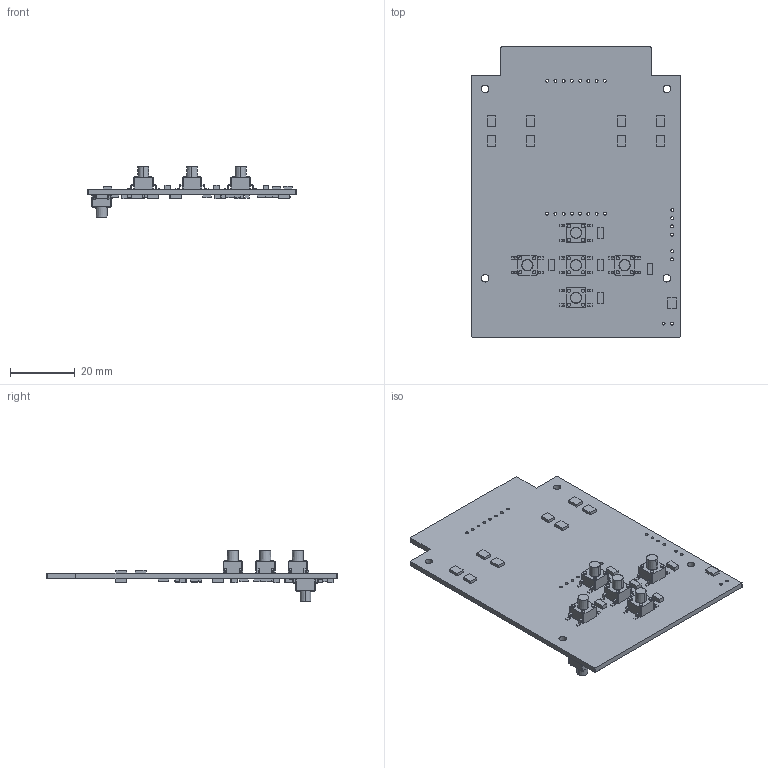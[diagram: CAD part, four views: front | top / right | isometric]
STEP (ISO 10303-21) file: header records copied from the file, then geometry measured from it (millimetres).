
FILE_DESCRIPTION(('Open CASCADE Model'),'2;1');
FILE_NAME('Open CASCADE Shape Model','2021-07-16T22:06:48',('Author'),( 'Open CASCADE'),'Open CASCADE STEP processor 6.8','Open CASCADE 6.8' ,'Unknown');
FILE_SCHEMA(('AUTOMOTIVE_DESIGN { 1 0 10303 214 1 1 1 1 }'));
Length unit declared in the file: millimetre
Products named in the file (73): PCB; Board; Open CASCADE STEP translator 6.8 2.1.1; R14; 6446762800; Extruded; R13; R15; R16; R8; R7; R6; R5; R1; R2; R3; R4; R27; R26; J2; J1; C22; 6446562608; C21; C20; 6446763600; Q2; 6446561568; R25; R24; R23; C19; R22; R21; R20; R19; R17; Q1; C18; SW6 ...
Assembly tree (125 placements, depth 4):
  PCB
    Board
      Open CASCADE STEP translator 6.8 2.1.1
    R14
      6446762800
        Extruded
    R13
      6446762800
        Extruded
    R15
      6446762800
        Extruded
    R16
      6446762800
        Extruded
    R8
      6446762800
        Extruded
    R7
      6446762800
        Extruded
    R6
      6446762800
        Extruded
    R5
      6446762800
        Extruded
    R1
      6446762800
        Extruded
    R2
      6446762800
        Extruded
    R3
      6446762800
        Extruded
    R4
      6446762800
        Extruded
    R27
      6446762800
        Extruded
    R26
      6446762800
        Extruded
    J2
      6446762800
        Extruded
    J1
      6446762800
        Extruded
    C22
      6446562608
        Extruded
    C21
      6446562608
        Extruded
    C20
      6446763600
        Extruded
Bounding box: 64.25 x 89.45 x 15.73 mm (x, y, z)
Volume: 10389.7 mm3; surface area: 14506.7 mm2
Topology: 60 solids, 60 shells, 824 faces, 1950 edges, 1300 vertices
Faces by surface type: plane 610, cylinder 202, cone 12
Full cylindrical faces by diameter (mm): 0.9 x24, 2.3 x4
Entity records: 7190 total; most frequent: DIRECTION 1066, CARTESIAN_POINT 917, ORIENTED_EDGE 768, AXIS2_PLACEMENT_3D 405, EDGE_CURVE 384, VERTEX_POINT 256, LINE 256, VECTOR 256
